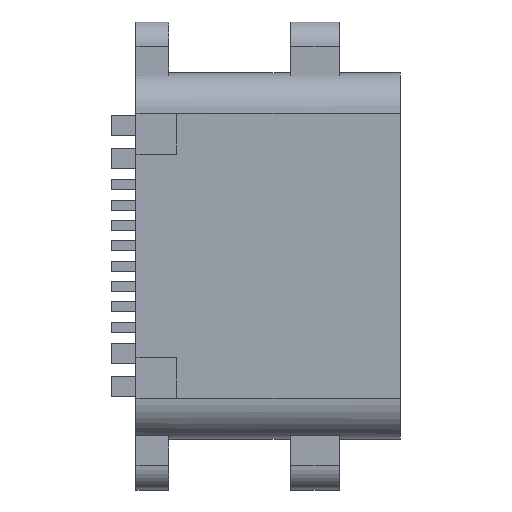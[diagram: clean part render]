
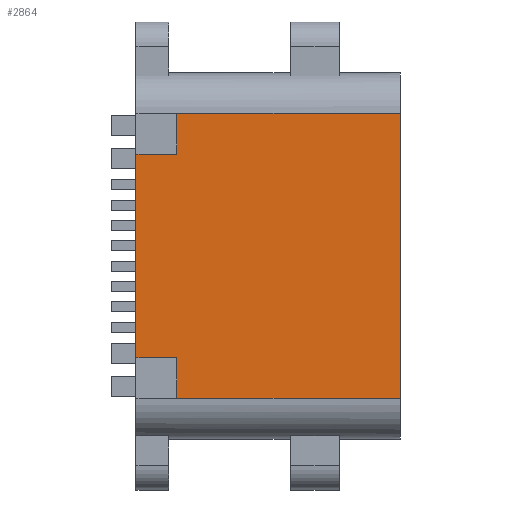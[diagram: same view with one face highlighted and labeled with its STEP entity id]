
A CAD part, top view. The second image highlights one B-rep face of the part: STEP entity #2864.
In plain terms, the highlighted planar face has unit normal (0, 0, 1).
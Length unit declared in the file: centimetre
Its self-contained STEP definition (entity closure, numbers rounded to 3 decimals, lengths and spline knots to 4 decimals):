
#245=FACE_OUTER_BOUND($,#413,.T.);
#413=EDGE_LOOP($,(#2443,#2444,#2445,#2446,#2447,#2448,#2449,#2450));
#691=LINE($,#4516,#1035);
#724=LINE($,#4596,#1068);
#743=LINE($,#4641,#1087);
#747=LINE($,#4648,#1091);
#750=LINE($,#4656,#1094);
#751=LINE($,#4658,#1095);
#752=LINE($,#4659,#1096);
#753=LINE($,#4660,#1097);
#1035=VECTOR($,#3685,0.55);
#1068=VECTOR($,#3768,0.55);
#1087=VECTOR($,#3805,0.1);
#1091=VECTOR($,#3809,0.1);
#1094=VECTOR($,#3816,0.1);
#1095=VECTOR($,#3817,0.5);
#1096=VECTOR($,#3818,0.1);
#1097=VECTOR($,#3819,0.7);
#1321=VERTEX_POINT($,#4513);
#1322=VERTEX_POINT($,#4515);
#1343=VERTEX_POINT($,#4593);
#1344=VERTEX_POINT($,#4595);
#1361=VERTEX_POINT($,#4640);
#1364=VERTEX_POINT($,#4646);
#1367=VERTEX_POINT($,#4655);
#1368=VERTEX_POINT($,#4657);
#1669=EDGE_CURVE($,#1321,#1322,#691,.T.);
#1709=EDGE_CURVE($,#1343,#1344,#724,.T.);
#1733=EDGE_CURVE($,#1361,#1322,#743,.T.);
#1737=EDGE_CURVE($,#1343,#1364,#747,.T.);
#1741=EDGE_CURVE($,#1364,#1367,#750,.T.);
#1742=EDGE_CURVE($,#1367,#1368,#751,.T.);
#1743=EDGE_CURVE($,#1368,#1361,#752,.T.);
#1744=EDGE_CURVE($,#1321,#1344,#753,.T.);
#2443=ORIENTED_EDGE($,*,*,#1737,.T.);
#2444=ORIENTED_EDGE($,*,*,#1741,.T.);
#2445=ORIENTED_EDGE($,*,*,#1742,.T.);
#2446=ORIENTED_EDGE($,*,*,#1743,.T.);
#2447=ORIENTED_EDGE($,*,*,#1733,.T.);
#2448=ORIENTED_EDGE($,*,*,#1669,.F.);
#2449=ORIENTED_EDGE($,*,*,#1744,.T.);
#2450=ORIENTED_EDGE($,*,*,#1709,.F.);
#2705=PLANE($,#3103);
#2864=ADVANCED_FACE($,(#245),#2705,.T.);
#3103=AXIS2_PLACEMENT_3D($,#4654,#3814,#3815);
#3685=DIRECTION($,(-1.,0.,0.));
#3768=DIRECTION($,(1.,0.,0.));
#3805=DIRECTION($,(0.,-1.,0.));
#3809=DIRECTION($,(0.,-1.,0.));
#3814=DIRECTION('center_axis',(0.,0.,1.));
#3815=DIRECTION('ref_axis',(1.,0.,0.));
#3816=DIRECTION($,(-1.,0.,0.));
#3817=DIRECTION($,(0.,-1.,0.));
#3818=DIRECTION($,(1.,0.,0.));
#3819=DIRECTION($,(0.,1.,0.));
#4513=CARTESIAN_POINT('',(0.325,-0.35,0.25));
#4515=CARTESIAN_POINT('',(-0.225,-0.35,0.25));
#4516=CARTESIAN_POINT($,(0.,-0.35,0.25));
#4593=CARTESIAN_POINT('',(-0.225,0.35,0.25));
#4595=CARTESIAN_POINT('',(0.325,0.35,0.25));
#4596=CARTESIAN_POINT($,(0.,0.35,0.25));
#4640=CARTESIAN_POINT('',(-0.225,-0.25,0.25));
#4641=CARTESIAN_POINT($,(-0.225,0.,0.25));
#4646=CARTESIAN_POINT('',(-0.225,0.25,0.25));
#4648=CARTESIAN_POINT($,(-0.225,0.,0.25));
#4654=CARTESIAN_POINT('Origin',(0.,0.,0.25));
#4655=CARTESIAN_POINT('',(-0.325,0.25,0.25));
#4656=CARTESIAN_POINT($,(-0.1625,0.25,0.25));
#4657=CARTESIAN_POINT('',(-0.325,-0.25,0.25));
#4658=CARTESIAN_POINT($,(-0.325,0.,0.25));
#4659=CARTESIAN_POINT($,(-0.1625,-0.25,0.25));
#4660=CARTESIAN_POINT($,(0.325,0.,0.25));
